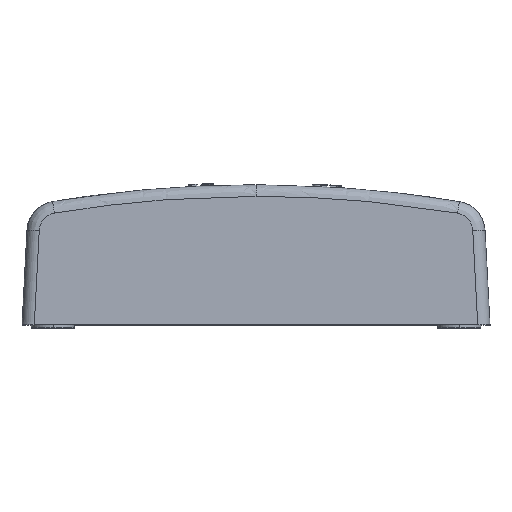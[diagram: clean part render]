
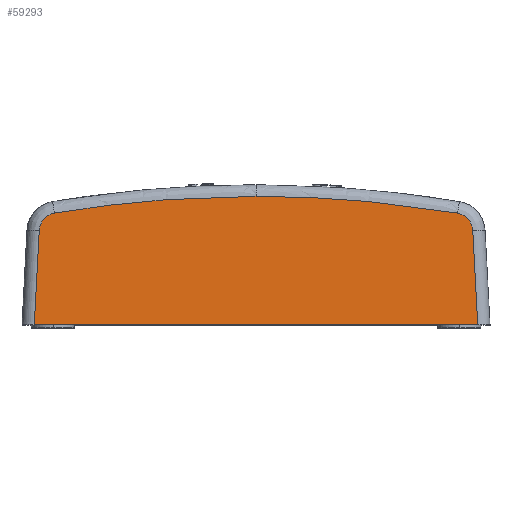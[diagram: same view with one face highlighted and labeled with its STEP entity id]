
A CAD part, top view. The second image highlights one B-rep face of the part: STEP entity #59293.
In plain terms, the highlighted planar face has unit normal (0, 0.052, 0.999).
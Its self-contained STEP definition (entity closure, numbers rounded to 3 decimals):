
#3337 =( BOUNDED_CURVE ( )  B_SPLINE_CURVE ( 3, ( #45829, #39606, #68168, #46570 ),
 .UNSPECIFIED., .F., .F. ) 
 B_SPLINE_CURVE_WITH_KNOTS ( ( 4, 4 ),
 ( 0.166, 1.518 ),
 .UNSPECIFIED. ) 
 CURVE ( )  GEOMETRIC_REPRESENTATION_ITEM ( )  RATIONAL_B_SPLINE_CURVE ( ( 1., 0.853, 0.853, 1. ) ) 
 REPRESENTATION_ITEM ( '' )  );
#4887 = CARTESIAN_POINT ( 'NONE',  ( 10.962, 20.855, 63.907 ) ) ;
#4895 = PLANE ( 'NONE',  #51754 ) ;
#6399 = VECTOR ( 'NONE', #56460, 1000. ) ;
#6468 = VERTEX_POINT ( 'NONE', #23918 ) ;
#7121 = CARTESIAN_POINT ( 'NONE',  ( 32.699, 18.136, 64.05 ) ) ;
#7875 = EDGE_CURVE ( 'NONE', #19544, #49535, #11775, .T. ) ;
#9519 = ORIENTED_EDGE ( 'NONE', *, *, #32783, .T. ) ;
#9838 = CARTESIAN_POINT ( 'NONE',  ( 36.003, 0., 65. ) ) ;
#10007 = CARTESIAN_POINT ( 'NONE',  ( 32.699, 18.136, 64.05 ) ) ;
#10508 =( BOUNDED_CURVE ( )  B_SPLINE_CURVE ( 3, ( #22189, #34627, #62122, #55889 ),
 .UNSPECIFIED., .F., .F. ) 
 B_SPLINE_CURVE_WITH_KNOTS ( ( 4, 4 ),
 ( 0., 0.166 ),
 .UNSPECIFIED. ) 
 CURVE ( )  GEOMETRIC_REPRESENTATION_ITEM ( )  RATIONAL_B_SPLINE_CURVE ( ( 1., 0.998, 0.998, 1. ) ) 
 REPRESENTATION_ITEM ( '' )  );
#11120 = CARTESIAN_POINT ( 'NONE',  ( 35.122, 16.799, 64.12 ) ) ;
#11760 = VERTEX_POINT ( 'NONE', #35028 ) ;
#11775 = LINE ( 'NONE', #34101, #6399 ) ;
#12212 = CARTESIAN_POINT ( 'NONE',  ( 35.199, 15.334, 64.196 ) ) ;
#13008 = CARTESIAN_POINT ( 'NONE',  ( 32.699, 18.136, 64.05 ) ) ;
#16037 = EDGE_CURVE ( 'NONE', #49535, #54080, #26993, .T. ) ;
#17130 = ORIENTED_EDGE ( 'NONE', *, *, #29372, .T. ) ;
#19544 = VERTEX_POINT ( 'NONE', #56311 ) ;
#21598 = ORIENTED_EDGE ( 'NONE', *, *, #7875, .T. ) ;
#22095 = CARTESIAN_POINT ( 'NONE',  ( 21.887, 19.947, 63.955 ) ) ;
#22171 = VECTOR ( 'NONE', #40238, 1000. ) ;
#22189 = CARTESIAN_POINT ( 'NONE',  ( 0., 20.855, 63.907 ) ) ;
#23918 = CARTESIAN_POINT ( 'NONE',  ( 35.199, 15.334, 64.196 ) ) ;
#26993 = LINE ( 'NONE', #49358, #42827 ) ;
#29372 = EDGE_CURVE ( 'NONE', #11760, #65901, #10508, .T. ) ;
#32783 = EDGE_CURVE ( 'NONE', #6468, #67356, #67649, .T. ) ;
#34101 = CARTESIAN_POINT ( 'NONE',  ( -35.801, 3.857, 64.798 ) ) ;
#34627 = CARTESIAN_POINT ( 'NONE',  ( -10.962, 20.855, 63.907 ) ) ;
#34732 = LINE ( 'NONE', #61111, #22171 ) ;
#35028 = CARTESIAN_POINT ( 'NONE',  ( 0., 20.855, 63.907 ) ) ;
#38636 = EDGE_CURVE ( 'NONE', #54080, #6468, #34732, .T. ) ;
#38731 = DIRECTION ( 'NONE',  ( 1., 0., 0. ) ) ;
#38953 = CARTESIAN_POINT ( 'NONE',  ( 38., 0., 65. ) ) ;
#39606 = CARTESIAN_POINT ( 'NONE',  ( -34.146, 17.894, 64.062 ) ) ;
#40238 = DIRECTION ( 'NONE',  ( -0.052, 0.997, -0.052 ) ) ;
#42542 = ORIENTED_EDGE ( 'NONE', *, *, #68883, .T. ) ;
#42827 = VECTOR ( 'NONE', #38731, 1000. ) ;
#42961 = ORIENTED_EDGE ( 'NONE', *, *, #16037, .T. ) ;
#44446 = CARTESIAN_POINT ( 'NONE',  ( 0., 20.855, 63.907 ) ) ;
#44806 = DIRECTION ( 'NONE',  ( 0., -0.999, 0.052 ) ) ;
#45829 = CARTESIAN_POINT ( 'NONE',  ( -32.699, 18.136, 64.05 ) ) ;
#46570 = CARTESIAN_POINT ( 'NONE',  ( -35.199, 15.334, 64.196 ) ) ;
#49358 = CARTESIAN_POINT ( 'NONE',  ( 38., 0., 65. ) ) ;
#49443 = CARTESIAN_POINT ( 'NONE',  ( -32.699, 18.136, 64.05 ) ) ;
#49535 = VERTEX_POINT ( 'NONE', #54125 ) ;
#50747 = EDGE_CURVE ( 'NONE', #65901, #19544, #3337, .T. ) ;
#51045 = DIRECTION ( 'NONE',  ( 0., 0.052, 0.999 ) ) ;
#51754 = AXIS2_PLACEMENT_3D ( 'NONE', #38953, #51045, #44806 ) ;
#54080 = VERTEX_POINT ( 'NONE', #9838 ) ;
#54125 = CARTESIAN_POINT ( 'NONE',  ( -36.003, 0., 65. ) ) ;
#55889 = CARTESIAN_POINT ( 'NONE',  ( -32.699, 18.136, 64.05 ) ) ;
#55998 = ORIENTED_EDGE ( 'NONE', *, *, #50747, .T. ) ;
#56311 = CARTESIAN_POINT ( 'NONE',  ( -35.199, 15.334, 64.196 ) ) ;
#56460 = DIRECTION ( 'NONE',  ( -0.052, -0.997, 0.052 ) ) ;
#57673 = EDGE_LOOP ( 'NONE', ( #42961, #67861, #9519, #42542, #17130, #55998, #21598 ) ) ;
#59293 = ADVANCED_FACE ( 'NONE', ( #62043 ), #4895, .T. ) ;
#61111 = CARTESIAN_POINT ( 'NONE',  ( 36.008, -0.104, 65.005 ) ) ;
#61485 =( BOUNDED_CURVE ( )  B_SPLINE_CURVE ( 3, ( #10007, #22095, #4887, #44446 ),
 .UNSPECIFIED., .F., .T. ) 
 B_SPLINE_CURVE_WITH_KNOTS ( ( 4, 4 ),
 ( 6.117, 6.283 ),
 .UNSPECIFIED. ) 
 CURVE ( )  GEOMETRIC_REPRESENTATION_ITEM ( )  RATIONAL_B_SPLINE_CURVE ( ( 1., 0.998, 0.998, 1. ) ) 
 REPRESENTATION_ITEM ( '' )  );
#62043 = FACE_OUTER_BOUND ( 'NONE', #57673, .T. ) ;
#62122 = CARTESIAN_POINT ( 'NONE',  ( -21.887, 19.947, 63.955 ) ) ;
#65901 = VERTEX_POINT ( 'NONE', #49443 ) ;
#66812 = CARTESIAN_POINT ( 'NONE',  ( 34.146, 17.894, 64.062 ) ) ;
#67356 = VERTEX_POINT ( 'NONE', #13008 ) ;
#67649 =( BOUNDED_CURVE ( )  B_SPLINE_CURVE ( 3, ( #12212, #11120, #66812, #7121 ),
 .UNSPECIFIED., .F., .F. ) 
 B_SPLINE_CURVE_WITH_KNOTS ( ( 4, 4 ),
 ( 4.765, 6.117 ),
 .UNSPECIFIED. ) 
 CURVE ( )  GEOMETRIC_REPRESENTATION_ITEM ( )  RATIONAL_B_SPLINE_CURVE ( ( 1., 0.853, 0.853, 1. ) ) 
 REPRESENTATION_ITEM ( '' )  );
#67861 = ORIENTED_EDGE ( 'NONE', *, *, #38636, .T. ) ;
#68168 = CARTESIAN_POINT ( 'NONE',  ( -35.122, 16.799, 64.12 ) ) ;
#68883 = EDGE_CURVE ( 'NONE', #67356, #11760, #61485, .T. ) ;
